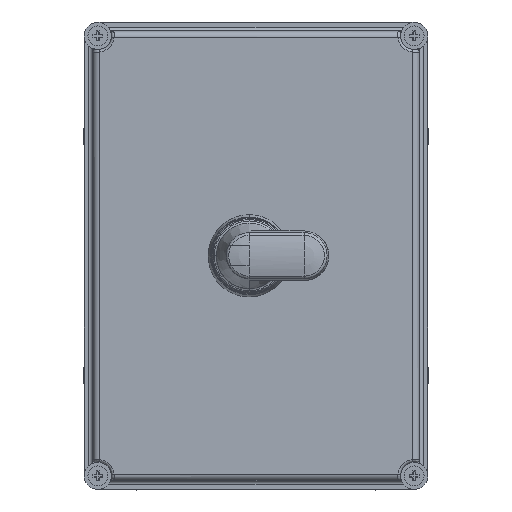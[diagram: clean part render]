
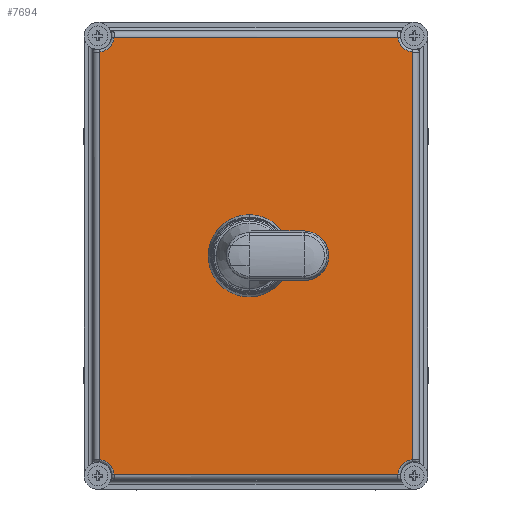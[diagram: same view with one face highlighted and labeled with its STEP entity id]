
A CAD part, top view. The second image highlights one B-rep face of the part: STEP entity #7694.
In plain terms, the highlighted planar face has unit normal (0, 0, 1).
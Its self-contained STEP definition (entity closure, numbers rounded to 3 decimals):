
#40=CARTESIAN_POINT('',(-5.5,1.,128.5));
#41=DIRECTION('',(0.,0.,1.));
#42=DIRECTION('',(0.,-1.,0.));
#43=AXIS2_PLACEMENT_3D('',#40,#41,#42);
#49=CARTESIAN_POINT('',(128.2,-177.2,128.5));
#50=DIRECTION('',(0.,0.,1.));
#51=DIRECTION('',(-0.089,0.996,0.));
#52=AXIS2_PLACEMENT_3D('',#49,#50,#51);
#54=CARTESIAN_POINT('',(128.2,-177.2,128.5));
#55=DIRECTION('',(0.,0.,1.));
#56=DIRECTION('',(-0.708,0.706,0.));
#57=AXIS2_PLACEMENT_3D('',#54,#55,#56);
#59=CARTESIAN_POINT('',(-128.2,-177.2,128.5));
#60=DIRECTION('',(0.,0.,1.));
#61=DIRECTION('',(0.996,0.089,0.));
#62=AXIS2_PLACEMENT_3D('',#59,#60,#61);
#64=CARTESIAN_POINT('',(-128.2,-177.2,128.5));
#65=DIRECTION('',(0.,0.,1.));
#66=DIRECTION('',(0.706,0.708,0.));
#67=AXIS2_PLACEMENT_3D('',#64,#65,#66);
#69=CARTESIAN_POINT('',(-128.2,179.2,128.5));
#70=DIRECTION('',(0.,0.,1.));
#71=DIRECTION('',(0.089,-0.996,0.));
#72=AXIS2_PLACEMENT_3D('',#69,#70,#71);
#74=CARTESIAN_POINT('',(-128.2,179.2,128.5));
#75=DIRECTION('',(0.,0.,1.));
#76=DIRECTION('',(0.708,-0.706,0.));
#77=AXIS2_PLACEMENT_3D('',#74,#75,#76);
#79=CARTESIAN_POINT('',(128.2,179.2,128.5));
#80=DIRECTION('',(0.,0.,1.));
#81=DIRECTION('',(-0.996,-0.089,0.));
#82=AXIS2_PLACEMENT_3D('',#79,#80,#81);
#84=CARTESIAN_POINT('',(128.2,179.2,128.5));
#85=DIRECTION('',(0.,0.,1.));
#86=DIRECTION('',(-0.706,-0.708,0.));
#87=AXIS2_PLACEMENT_3D('',#84,#85,#86);
#630=DIRECTION('',(0.,1.,0.));
#631=VECTOR('',#630,330.007);
#632=CARTESIAN_POINT('',(127.021,-164.004,128.5));
#633=LINE('',#632,#631);
#963=CARTESIAN_POINT('',(-115.004,178.021,128.5));
#1037=DIRECTION('',(-1.,0.,0.));
#1038=VECTOR('',#1037,230.007);
#1039=CARTESIAN_POINT('',(115.004,178.021,128.5));
#1040=LINE('',#1039,#1038);
#1443=DIRECTION('',(0.,-1.,0.));
#1444=VECTOR('',#1443,330.007);
#1445=CARTESIAN_POINT('',(-127.021,166.004,128.5));
#1446=LINE('',#1445,#1444);
#1716=DIRECTION('',(1.,0.,0.));
#1717=VECTOR('',#1716,230.007);
#1718=CARTESIAN_POINT('',(-115.004,-176.021,
128.5));
#1719=LINE('',#1718,#1717);
#5627=CARTESIAN_POINT('',(-5.5,1.,128.5));
#5628=DIRECTION('',(0.,0.,1.));
#5629=DIRECTION('',(0.,1.,0.));
#5630=AXIS2_PLACEMENT_3D('',#5627,#5628,#5629);
#7202=VERTEX_POINT('',#963);
#7213=CARTESIAN_POINT('',(-118.818,169.845,128.5));
#7214=VERTEX_POINT('',#7213);
#7215=CARTESIAN_POINT('',(-127.021,166.004,128.5));
#7216=VERTEX_POINT('',#7215);
#7217=CARTESIAN_POINT('',(127.021,-164.004,128.5));
#7218=CARTESIAN_POINT('',(118.818,-167.845,128.5));
#7219=VERTEX_POINT('',#7217);
#7220=VERTEX_POINT('',#7218);
#7221=CARTESIAN_POINT('',(115.004,-176.021,128.5));
#7222=VERTEX_POINT('',#7221);
#7223=CARTESIAN_POINT('',(-115.004,-176.021,
128.5));
#7224=VERTEX_POINT('',#7223);
#7225=CARTESIAN_POINT('',(-118.846,-167.817,128.5));
#7226=VERTEX_POINT('',#7225);
#7227=CARTESIAN_POINT('',(-127.021,-164.004,128.5));
#7228=VERTEX_POINT('',#7227);
#7229=CARTESIAN_POINT('',(115.004,178.021,128.5));
#7230=VERTEX_POINT('',#7229);
#7231=CARTESIAN_POINT('',(118.846,169.817,128.5));
#7232=VERTEX_POINT('',#7231);
#7233=CARTESIAN_POINT('',(127.021,166.004,128.5));
#7234=VERTEX_POINT('',#7233);
#7631=CARTESIAN_POINT('',(-5.5,-32.314,128.5));
#7632=CARTESIAN_POINT('',(-5.5,34.314,128.5));
#7633=VERTEX_POINT('',#7631);
#7634=VERTEX_POINT('',#7632);
#7658=CARTESIAN_POINT('',(0.,1.,128.5));
#7659=DIRECTION('',(0.,0.,1.));
#7660=DIRECTION('',(0.,-1.,0.));
#7661=AXIS2_PLACEMENT_3D('',#7658,#7659,#7660);
#7662=PLANE('',#7661);
#7664=ORIENTED_EDGE('',*,*,#7663,.T.);
#7666=ORIENTED_EDGE('',*,*,#7665,.T.);
#7668=ORIENTED_EDGE('',*,*,#7667,.F.);
#7670=ORIENTED_EDGE('',*,*,#7669,.T.);
#7672=ORIENTED_EDGE('',*,*,#7671,.T.);
#7674=ORIENTED_EDGE('',*,*,#7673,.F.);
#7676=ORIENTED_EDGE('',*,*,#7675,.T.);
#7678=ORIENTED_EDGE('',*,*,#7677,.T.);
#7680=ORIENTED_EDGE('',*,*,#7679,.F.);
#7682=ORIENTED_EDGE('',*,*,#7681,.T.);
#7684=ORIENTED_EDGE('',*,*,#7683,.T.);
#7686=ORIENTED_EDGE('',*,*,#7685,.F.);
#7687=EDGE_LOOP('',(#7664,#7666,#7668,#7670,#7672,#7674,#7676,#7678,#7680,#7682,
#7684,#7686));
#7688=FACE_OUTER_BOUND('',#7687,.F.);
#7689=ORIENTED_EDGE('',*,*,#7640,.T.);
#7691=ORIENTED_EDGE('',*,*,#7690,.T.);
#7692=EDGE_LOOP('',(#7689,#7691));
#7693=FACE_BOUND('',#7692,.F.);
#7694=ADVANCED_FACE('',(#7688,#7693),#7662,.T.);
#44=CIRCLE('',#43,33.314);
#53=CIRCLE('',#52,13.249);
#58=CIRCLE('',#57,13.249);
#63=CIRCLE('',#62,13.249);
#68=CIRCLE('',#67,13.249);
#73=CIRCLE('',#72,13.249);
#78=CIRCLE('',#77,13.249);
#83=CIRCLE('',#82,13.249);
#88=CIRCLE('',#87,13.249);
#5631=CIRCLE('',#5630,33.314);
#7640=EDGE_CURVE('',#7633,#7634,#44,.T.);
#7663=EDGE_CURVE('',#7219,#7220,#53,.T.);
#7665=EDGE_CURVE('',#7220,#7222,#58,.T.);
#7667=EDGE_CURVE('',#7224,#7222,#1719,.T.);
#7669=EDGE_CURVE('',#7224,#7226,#63,.T.);
#7671=EDGE_CURVE('',#7226,#7228,#68,.T.);
#7673=EDGE_CURVE('',#7216,#7228,#1446,.T.);
#7675=EDGE_CURVE('',#7216,#7214,#73,.T.);
#7677=EDGE_CURVE('',#7214,#7202,#78,.T.);
#7679=EDGE_CURVE('',#7230,#7202,#1040,.T.);
#7681=EDGE_CURVE('',#7230,#7232,#83,.T.);
#7683=EDGE_CURVE('',#7232,#7234,#88,.T.);
#7685=EDGE_CURVE('',#7219,#7234,#633,.T.);
#7690=EDGE_CURVE('',#7634,#7633,#5631,.T.);
